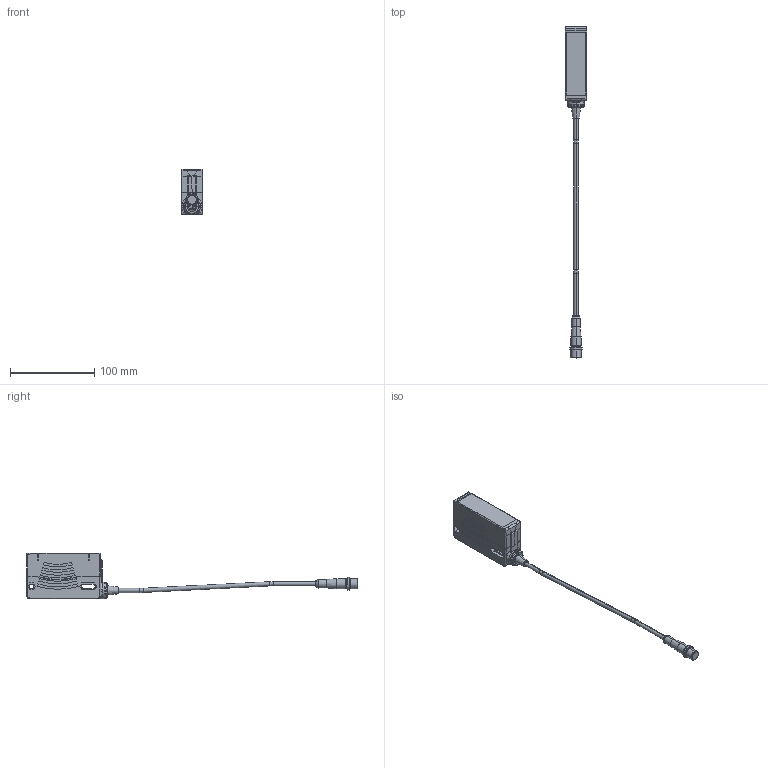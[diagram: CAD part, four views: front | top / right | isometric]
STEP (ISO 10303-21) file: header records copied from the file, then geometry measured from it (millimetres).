
FILE_DESCRIPTION((''),'2;1');
FILE_NAME('DB003398_RLG28_SW0005','2009-10-14T',('jsteininger'),(''),'PRO/ENGINEER BY PARAMETRIC TECHNOLOGY CORPORATION, 2006300','PRO/ENGINEER BY PARAMETRIC TECHNOLOGY CORPORATION, 2006300','');
FILE_SCHEMA(('CONFIG_CONTROL_DESIGN'));
Length unit declared in the file: millimetre
Products named in the file (1): DB003398_RLG28_SW0005
Bounding box: 25.8 x 394.8 x 54.46 mm (x, y, z)
Volume: 132258.2 mm3; surface area: 30491.3 mm2
Topology: 1 solids, 3 shells, 583 faces, 1397 edges, 905 vertices
Faces by surface type: plane 293, cylinder 122, cone 84, torus 54, bspline 22, sphere 8
Entity records: 22972 total; most frequent: CARTESIAN_POINT 4083, DIRECTION 2904, ORIENTED_EDGE 2740, EDGE_CURVE 1370, AXIS2_PLACEMENT_3D 1019, VECTOR 866, LINE 866, VERTEX_POINT 855
